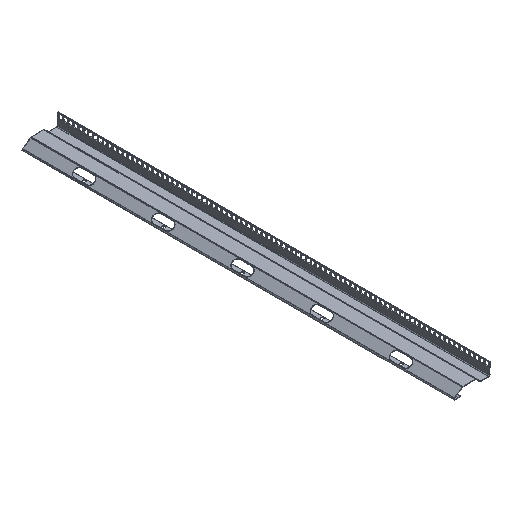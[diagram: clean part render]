
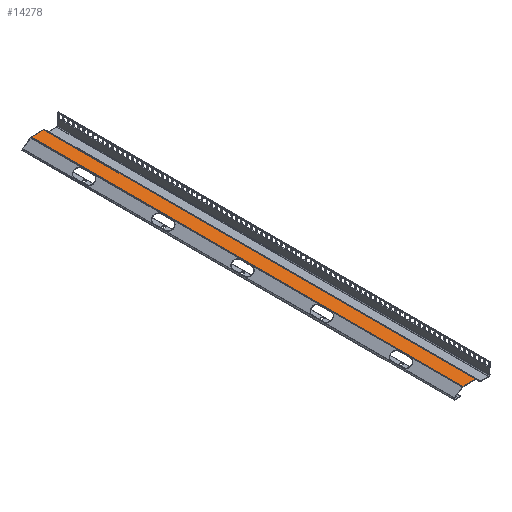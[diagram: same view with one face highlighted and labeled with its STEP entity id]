
A CAD part, isometric view. The second image highlights one B-rep face of the part: STEP entity #14278.
In plain terms, the highlighted planar face has unit normal (0, 0, 1).
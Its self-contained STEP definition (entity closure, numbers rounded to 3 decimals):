
#501 = CARTESIAN_POINT ( 'NONE',  ( 19., 545., 0. ) ) ;
#935 = LINE ( 'NONE', #3717, #2143 ) ;
#1272 = CARTESIAN_POINT ( 'NONE',  ( 16.257, -545., 0. ) ) ;
#2143 = VECTOR ( 'NONE', #10343, 1000. ) ;
#2164 = EDGE_CURVE ( 'NONE', #7573, #14065, #9539, .T. ) ;
#3717 = CARTESIAN_POINT ( 'NONE',  ( 19., -545., 0. ) ) ;
#3953 = DIRECTION ( 'NONE',  ( -1., 0., 0. ) ) ;
#4328 = DIRECTION ( 'NONE',  ( 0., 1., 0. ) ) ;
#5396 = DIRECTION ( 'NONE',  ( 1., 0., 0. ) ) ;
#5795 = EDGE_CURVE ( 'NONE', #10009, #7573, #10581, .T. ) ;
#6057 = ORIENTED_EDGE ( 'NONE', *, *, #6903, .T. ) ;
#6350 = CARTESIAN_POINT ( 'NONE',  ( 0., 0., 0. ) ) ;
#6879 = ORIENTED_EDGE ( 'NONE', *, *, #2164, .T. ) ;
#6903 = EDGE_CURVE ( 'NONE', #14065, #11098, #935, .T. ) ;
#7036 = CARTESIAN_POINT ( 'NONE',  ( -15.912, 545., 0. ) ) ;
#7101 = CARTESIAN_POINT ( 'NONE',  ( -15.912, -545., 0. ) ) ;
#7573 = VERTEX_POINT ( 'NONE', #8348 ) ;
#8285 = DIRECTION ( 'NONE',  ( 0., -1., 0. ) ) ;
#8348 = CARTESIAN_POINT ( 'NONE',  ( -15.912, 545., 0. ) ) ;
#8600 = CARTESIAN_POINT ( 'NONE',  ( 16.257, -545., 0. ) ) ;
#8696 = PLANE ( 'NONE',  #11607 ) ;
#9539 = LINE ( 'NONE', #7036, #10208 ) ;
#9671 = EDGE_CURVE ( 'NONE', #11098, #10009, #14356, .T. ) ;
#10009 = VERTEX_POINT ( 'NONE', #14174 ) ;
#10208 = VECTOR ( 'NONE', #8285, 1000. ) ;
#10343 = DIRECTION ( 'NONE',  ( 1., 0., 0. ) ) ;
#10367 = VECTOR ( 'NONE', #4328, 1000. ) ;
#10581 = LINE ( 'NONE', #501, #14249 ) ;
#10838 = DIRECTION ( 'NONE',  ( 0., 0., 1. ) ) ;
#10924 = ORIENTED_EDGE ( 'NONE', *, *, #5795, .T. ) ;
#10991 = FACE_OUTER_BOUND ( 'NONE', #12417, .T. ) ;
#11098 = VERTEX_POINT ( 'NONE', #1272 ) ;
#11607 = AXIS2_PLACEMENT_3D ( 'NONE', #6350, #10838, #5396 ) ;
#12417 = EDGE_LOOP ( 'NONE', ( #6057, #12734, #10924, #6879 ) ) ;
#12734 = ORIENTED_EDGE ( 'NONE', *, *, #9671, .T. ) ;
#14065 = VERTEX_POINT ( 'NONE', #7101 ) ;
#14174 = CARTESIAN_POINT ( 'NONE',  ( 16.257, 545., 0. ) ) ;
#14249 = VECTOR ( 'NONE', #3953, 1000. ) ;
#14278 = ADVANCED_FACE ( 'NONE', ( #10991 ), #8696, .T. ) ;
#14356 = LINE ( 'NONE', #8600, #10367 ) ;
